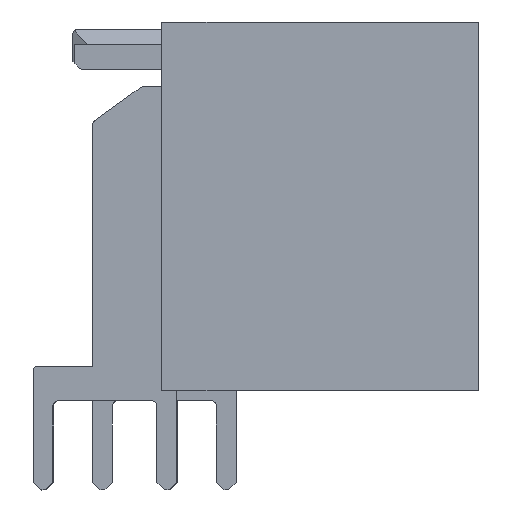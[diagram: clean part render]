
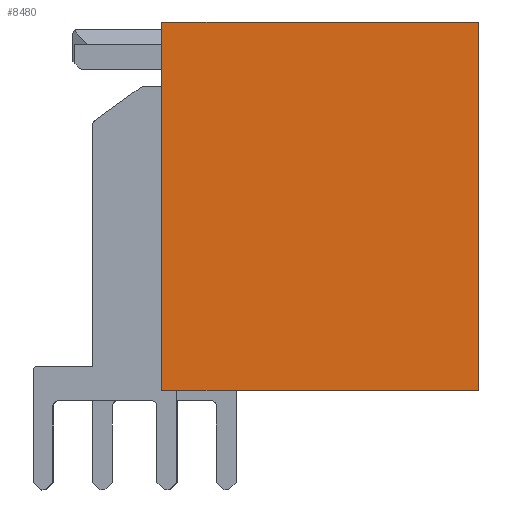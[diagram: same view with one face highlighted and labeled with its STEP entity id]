
A CAD part, front view. The second image highlights one B-rep face of the part: STEP entity #8480.
In plain terms, the highlighted planar face has unit normal (0, -1, 0).
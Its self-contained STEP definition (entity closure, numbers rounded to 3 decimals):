
#788=ORIENTED_EDGE('',*,*,#3184,.F.);
#789=ORIENTED_EDGE('',*,*,#3054,.F.);
#790=ORIENTED_EDGE('',*,*,#3185,.F.);
#791=ORIENTED_EDGE('',*,*,#3186,.F.);
#3054=EDGE_CURVE('',#4257,#4258,#5120,.T.);
#3184=EDGE_CURVE('',#4258,#4346,#5250,.T.);
#3185=EDGE_CURVE('',#4347,#4257,#5251,.T.);
#3186=EDGE_CURVE('',#4346,#4347,#5252,.T.);
#4257=VERTEX_POINT('',#12356);
#4258=VERTEX_POINT('',#12358);
#4346=VERTEX_POINT('',#12604);
#4347=VERTEX_POINT('',#12606);
#5120=LINE('',#12357,#6316);
#5250=LINE('',#12603,#6446);
#5251=LINE('',#12605,#6447);
#5252=LINE('',#12607,#6448);
#6316=VECTOR('',#9864,1000.);
#6446=VECTOR('',#10050,1000.);
#6447=VECTOR('',#10051,1000.);
#6448=VECTOR('',#10052,1000.);
#7192=EDGE_LOOP('',(#788,#789,#790,#791));
#7642=FACE_BOUND('',#7192,.T.);
#8081=PLANE('',#8953);
#8480=ADVANCED_FACE('',(#7642),#8081,.F.);
#8953=AXIS2_PLACEMENT_3D('',#12602,#10048,#10049);
#9864=DIRECTION('',(1.,0.,0.));
#10048=DIRECTION('',(0.,1.,0.));
#10049=DIRECTION('',(0.,0.,1.));
#10050=DIRECTION('',(0.,0.,-1.));
#10051=DIRECTION('',(0.,0.,1.));
#10052=DIRECTION('',(-1.,0.,0.));
#12356=CARTESIAN_POINT('',(-7.45,0.,6.4));
#12357=CARTESIAN_POINT('',(-7.45,0.,6.4));
#12358=CARTESIAN_POINT('',(7.45,0.,6.4));
#12602=CARTESIAN_POINT('',(0.,0.,0.));
#12603=CARTESIAN_POINT('',(7.45,0.,6.4));
#12604=CARTESIAN_POINT('',(7.45,0.,-6.4));
#12605=CARTESIAN_POINT('',(-7.45,0.,-6.4));
#12606=CARTESIAN_POINT('',(-7.45,0.,-6.4));
#12607=CARTESIAN_POINT('',(7.45,0.,-6.4));
